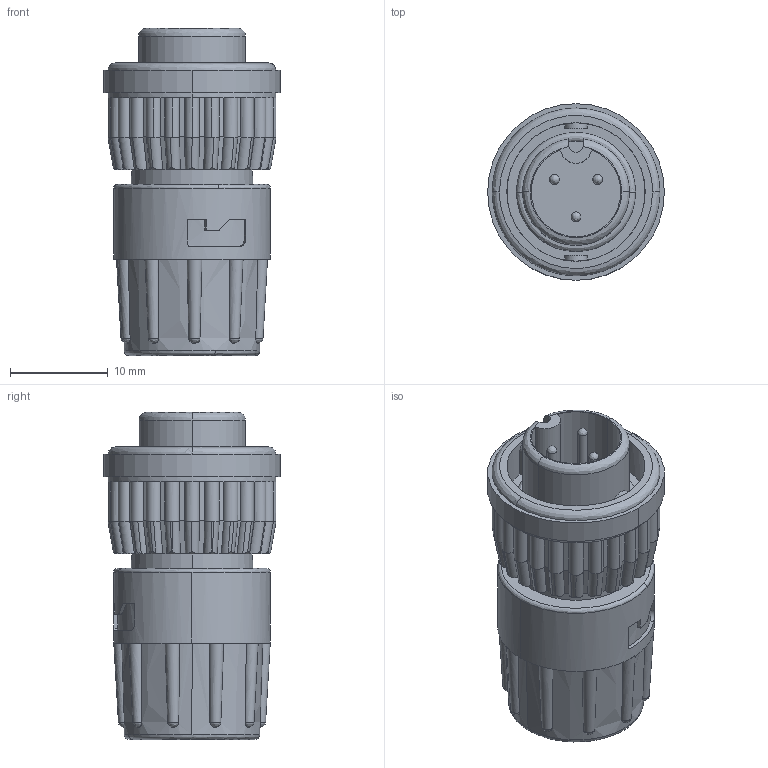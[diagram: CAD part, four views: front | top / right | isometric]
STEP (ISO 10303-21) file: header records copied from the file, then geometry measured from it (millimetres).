
FILE_DESCRIPTION (( 'STEP AP203' ), '1' );
FILE_NAME ('6280-3PG-311.STEP', '2013-06-21T21:11:37', ( 'J0FPBF1' ), ( '' ), 'SwSTEP 2.0', 'SolidWorks 2012', '' );
FILE_SCHEMA (( 'CONFIG_CONTROL_DESIGN' ));
Length unit declared in the file: inch
Products named in the file (1): 6280-3PG-311
Bounding box: 18.03 x 18.03 x 33.4 mm (x, y, z)
Volume: 5326.1 mm3; surface area: 3022.3 mm2
Topology: 1 solids, 1 shells, 322 faces, 906 edges, 595 vertices
Faces by surface type: cylinder 186, plane 71, bspline 61, cone 4
Entity records: 15968 total; most frequent: CARTESIAN_POINT 8747, ORIENTED_EDGE 1800, DIRECTION 1196, EDGE_CURVE 900, VERTEX_POINT 595, AXIS2_PLACEMENT_3D 482, EDGE_LOOP 337, ADVANCED_FACE 322
